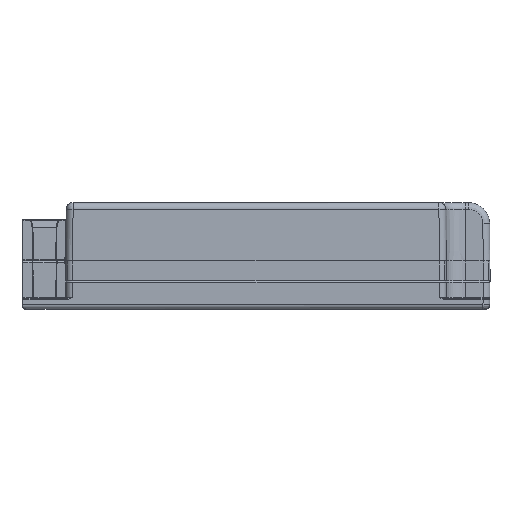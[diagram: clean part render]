
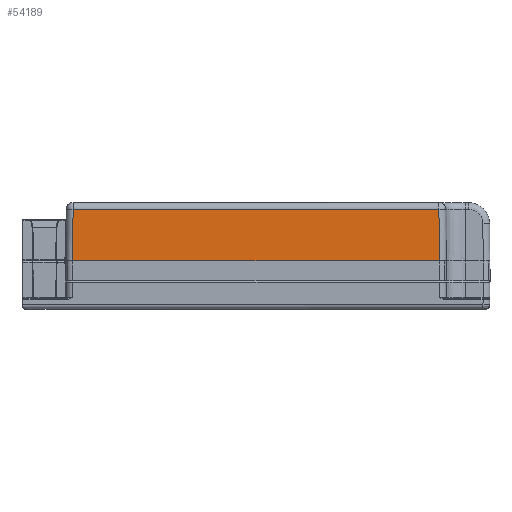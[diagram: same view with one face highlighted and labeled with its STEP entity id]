
A CAD part, top view. The second image highlights one B-rep face of the part: STEP entity #54189.
In plain terms, the highlighted planar face has unit normal (0, 0.009, 1).
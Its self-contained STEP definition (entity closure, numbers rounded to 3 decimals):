
#3727 = CARTESIAN_POINT ( 'NONE',  ( 42.946, 17.714, 37.394 ) ) ;
#5697 = VERTEX_POINT ( 'NONE', #3727 ) ;
#8844 = LINE ( 'NONE', #65698, #17720 ) ;
#9191 = ORIENTED_EDGE ( 'NONE', *, *, #14507, .T. ) ;
#12973 = CARTESIAN_POINT ( 'NONE',  ( 43.051, 5.6, 37.5 ) ) ;
#13019 = CARTESIAN_POINT ( 'NONE',  ( -43.149, 5.6, 37.5 ) ) ;
#14476 = EDGE_CURVE ( 'NONE', #49916, #64340, #8844, .T. ) ;
#14507 = EDGE_CURVE ( 'NONE', #5697, #49916, #31456, .T. ) ;
#16326 = EDGE_CURVE ( 'NONE', #64340, #53710, #30845, .T. ) ;
#16844 = EDGE_CURVE ( 'NONE', #53710, #5697, #27381, .T. ) ;
#17720 = VECTOR ( 'NONE', #56217, 1000. ) ;
#20160 = PLANE ( 'NONE',  #35659 ) ;
#22362 = ORIENTED_EDGE ( 'NONE', *, *, #14476, .T. ) ;
#24451 = DIRECTION ( 'NONE',  ( -1., 0., 0. ) ) ;
#27381 = LINE ( 'NONE', #33701, #30655 ) ;
#30655 = VECTOR ( 'NONE', #33923, 1000. ) ;
#30845 = LINE ( 'NONE', #35325, #44487 ) ;
#31456 = LINE ( 'NONE', #35642, #40228 ) ;
#33701 = CARTESIAN_POINT ( 'NONE',  ( 43.052, 5.586, 37.5 ) ) ;
#33923 = DIRECTION ( 'NONE',  ( -0.009, 1., -0.009 ) ) ;
#35325 = CARTESIAN_POINT ( 'NONE',  ( 44.651, 5.6, 37.5 ) ) ;
#35642 = CARTESIAN_POINT ( 'NONE',  ( 44.651, 17.714, 37.394 ) ) ;
#35659 = AXIS2_PLACEMENT_3D ( 'NONE', #55805, #50777, #61241 ) ;
#37169 = EDGE_LOOP ( 'NONE', ( #57225, #40903, #9191, #22362 ) ) ;
#40228 = VECTOR ( 'NONE', #24451, 1000. ) ;
#40903 = ORIENTED_EDGE ( 'NONE', *, *, #16844, .T. ) ;
#40908 = DIRECTION ( 'NONE',  ( 1., 0., 0. ) ) ;
#44487 = VECTOR ( 'NONE', #40908, 1000. ) ;
#46928 = CARTESIAN_POINT ( 'NONE',  ( -43.043, 17.714, 37.394 ) ) ;
#49916 = VERTEX_POINT ( 'NONE', #46928 ) ;
#50777 = DIRECTION ( 'NONE',  ( 0., 0.009, 1. ) ) ;
#53710 = VERTEX_POINT ( 'NONE', #12973 ) ;
#54189 = ADVANCED_FACE ( 'NONE', ( #55756 ), #20160, .T. ) ;
#55756 = FACE_OUTER_BOUND ( 'NONE', #37169, .T. ) ;
#55805 = CARTESIAN_POINT ( 'NONE',  ( 44.651, 5.6, 37.5 ) ) ;
#56217 = DIRECTION ( 'NONE',  ( -0.009, -1., 0.009 ) ) ;
#57225 = ORIENTED_EDGE ( 'NONE', *, *, #16326, .T. ) ;
#61241 = DIRECTION ( 'NONE',  ( 0., -1., 0.009 ) ) ;
#64340 = VERTEX_POINT ( 'NONE', #13019 ) ;
#65698 = CARTESIAN_POINT ( 'NONE',  ( -43.142, 6.366, 37.493 ) ) ;
